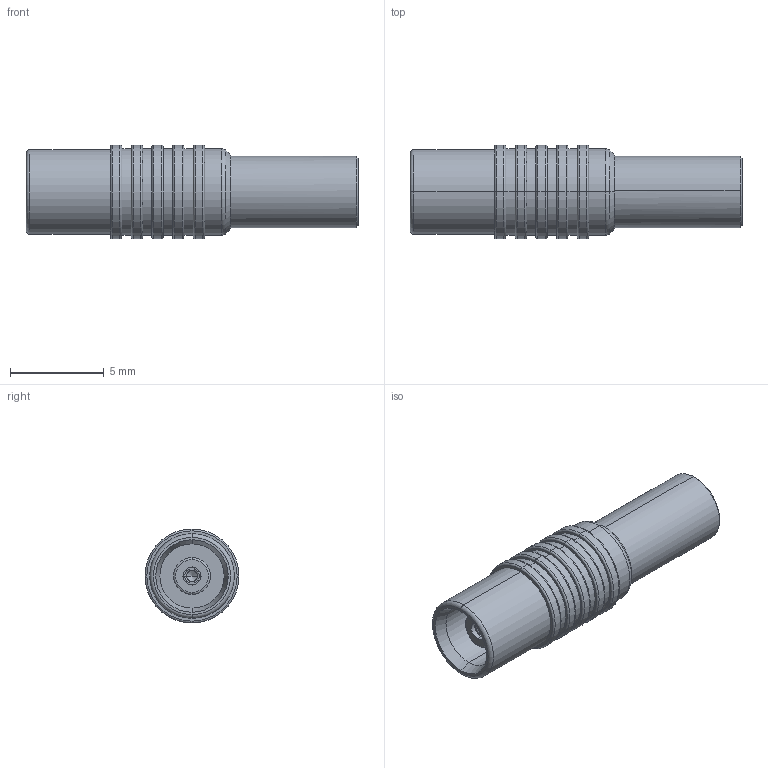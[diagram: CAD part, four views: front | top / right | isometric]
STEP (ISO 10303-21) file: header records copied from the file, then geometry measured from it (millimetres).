
FILE_DESCRIPTION (( 'STEP AP214' ), '1' );
FILE_NAME ('ÑÖÍÊ.434531.013ÑÁ_Ðîçåòêà+äëÿ ïîòðåáèòåëÿ.STEP', '2018-12-05T09:03:07', ( 'User' ), ( '' ), 'SwSTEP 2.0', 'SolidWorks 2016', '' );
FILE_SCHEMA (( 'AUTOMOTIVE_DESIGN' ));
Length unit declared in the file: millimetre
Products named in the file (1): ÑÖÍÊ.434531.013ÑÁ_Ðîçåòêà+äëÿ ïîòðåáèòåëÿ
Bounding box: 17.66 x 5 x 5 mm (x, y, z)
Volume: 184.9 mm3; surface area: 503.5 mm2
Topology: 1 solids, 1 shells, 120 faces, 254 edges, 150 vertices
Faces by surface type: cylinder 42, torus 31, plane 25, cone 22
Entity records: 4627 total; most frequent: DIRECTION 658, CARTESIAN_POINT 583, ORIENTED_EDGE 504, AXIS2_PLACEMENT_3D 289, EDGE_CURVE 252, CIRCLE 168, VERTEX_POINT 150, EDGE_LOOP 136
